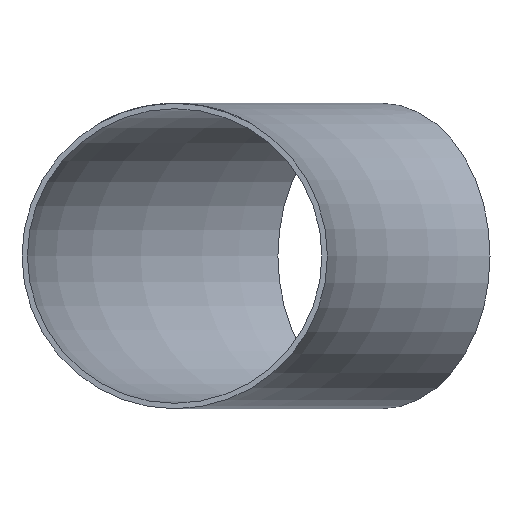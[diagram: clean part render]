
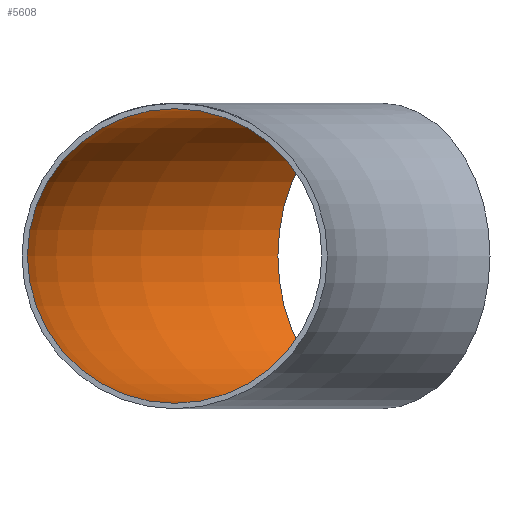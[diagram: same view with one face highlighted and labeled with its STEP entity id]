
A CAD part, front view. The second image highlights one B-rep face of the part: STEP entity #5608.
In plain terms, the highlighted toroidal (fillet/blend) face has major radius 390 mm and minor radius 81.15 mm.
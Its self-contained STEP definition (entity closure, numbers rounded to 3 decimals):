
#45 = CARTESIAN_POINT ( 'NONE',  ( -390., 0., 0. ) ) ;
#2645 = VERTEX_POINT ( 'NONE', #23670 ) ;
#3030 = DIRECTION ( 'NONE',  ( 0., 0., -1. ) ) ;
#5608 = ADVANCED_FACE ( 'NONE', ( #21709, #28879 ), #14929, .F. ) ;
#7345 = ORIENTED_EDGE ( 'NONE', *, *, #28771, .F. ) ;
#8215 = DIRECTION ( 'NONE',  ( -1., 0., 0. ) ) ;
#8568 = EDGE_LOOP ( 'NONE', ( #19328 ) ) ;
#12675 = EDGE_CURVE ( 'NONE', #13953, #13953, #30099, .T. ) ;
#13926 = AXIS2_PLACEMENT_3D ( 'NONE', #17312, #3030, #8215 ) ;
#13953 = VERTEX_POINT ( 'NONE', #18822 ) ;
#14383 = CARTESIAN_POINT ( 'NONE',  ( -275.772, 275.772, 0. ) ) ;
#14529 = DIRECTION ( 'NONE',  ( 0.707, 0.707, 0. ) ) ;
#14929 = TOROIDAL_SURFACE ( 'NONE', #13926, 390., 81.15 ) ;
#16622 = AXIS2_PLACEMENT_3D ( 'NONE', #14383, #14529, #23929 ) ;
#16790 = EDGE_LOOP ( 'NONE', ( #7345 ) ) ;
#17312 = CARTESIAN_POINT ( 'NONE',  ( 0., 0., 0. ) ) ;
#18822 = CARTESIAN_POINT ( 'NONE',  ( -333.153, 333.153, 0. ) ) ;
#19328 = ORIENTED_EDGE ( 'NONE', *, *, #12675, .T. ) ;
#21709 = FACE_OUTER_BOUND ( 'NONE', #8568, .T. ) ;
#21735 = DIRECTION ( 'NONE',  ( 0., 0., 1. ) ) ;
#22696 = AXIS2_PLACEMENT_3D ( 'NONE', #45, #29050, #21735 ) ;
#23670 = CARTESIAN_POINT ( 'NONE',  ( -390., 0., 81.15 ) ) ;
#23685 = CIRCLE ( 'NONE', #22696, 81.15 ) ;
#23929 = DIRECTION ( 'NONE',  ( -0.707, 0.707, 0. ) ) ;
#28771 = EDGE_CURVE ( 'NONE', #2645, #2645, #23685, .T. ) ;
#28879 = FACE_OUTER_BOUND ( 'NONE', #16790, .T. ) ;
#29050 = DIRECTION ( 'NONE',  ( 0., 1., 0. ) ) ;
#30099 = CIRCLE ( 'NONE', #16622, 81.15 ) ;
